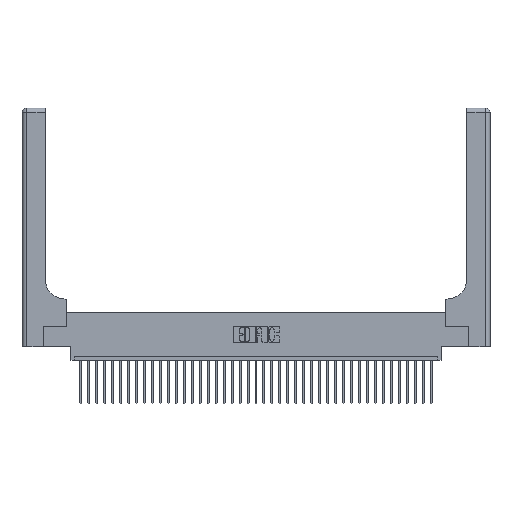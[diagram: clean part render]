
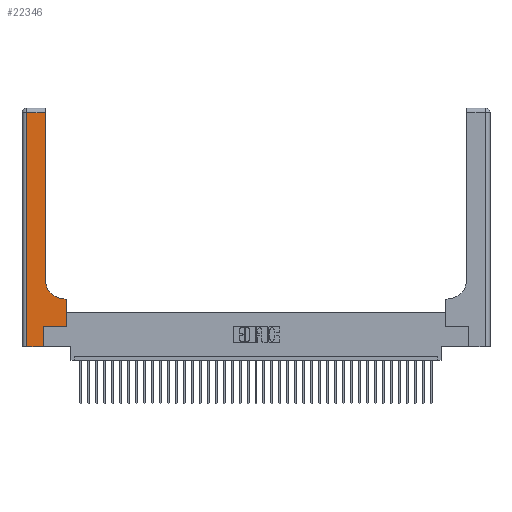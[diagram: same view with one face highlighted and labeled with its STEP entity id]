
A CAD part, top view. The second image highlights one B-rep face of the part: STEP entity #22346.
In plain terms, the highlighted planar face has unit normal (0, 0, 1).
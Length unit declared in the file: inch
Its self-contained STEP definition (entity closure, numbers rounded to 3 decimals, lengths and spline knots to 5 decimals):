
#282 = DIRECTION ( 'NONE',  ( 1., 0., 0. ) ) ;
#699 = CARTESIAN_POINT ( 'NONE',  ( 0., 0., 0.37 ) ) ;
#733 = CARTESIAN_POINT ( 'NONE',  ( 0.2915, 0.85, 0.37 ) ) ;
#883 = EDGE_CURVE ( 'NONE', #23754, #2108, #32607, .T. ) ;
#1639 = DIRECTION ( 'NONE',  ( 0., 1., 0. ) ) ;
#2108 = VERTEX_POINT ( 'NONE', #17920 ) ;
#2473 = PLANE ( 'NONE',  #21079 ) ;
#2980 = DIRECTION ( 'NONE',  ( 0., 1., 0. ) ) ;
#3229 = CARTESIAN_POINT ( 'NONE',  ( 0.2915, 2.94, 0.37 ) ) ;
#3844 = EDGE_CURVE ( 'NONE', #7188, #38254, #7482, .T. ) ;
#3911 = CARTESIAN_POINT ( 'NONE',  ( 0.269, 0., 0.37 ) ) ;
#4691 = EDGE_CURVE ( 'NONE', #16264, #29209, #29410, .T. ) ;
#4777 = EDGE_CURVE ( 'NONE', #38382, #6233, #22841, .T. ) ;
#5027 = EDGE_CURVE ( 'NONE', #6233, #10273, #14364, .T. ) ;
#5247 = VECTOR ( 'NONE', #2980, 39.37008 ) ;
#5557 = VECTOR ( 'NONE', #1639, 39.37008 ) ;
#6233 = VERTEX_POINT ( 'NONE', #9158 ) ;
#7188 = VERTEX_POINT ( 'NONE', #35557 ) ;
#7482 = LINE ( 'NONE', #26009, #18229 ) ;
#7748 = EDGE_LOOP ( 'NONE', ( #36679, #31809, #10915, #16686, #11671, #10728, #17913, #26960, #30911 ) ) ;
#7902 = LINE ( 'NONE', #33036, #5557 ) ;
#7928 = DIRECTION ( 'NONE',  ( 0., 0., -1. ) ) ;
#9158 = CARTESIAN_POINT ( 'NONE',  ( 0.06, 0., 0.37 ) ) ;
#9273 = DIRECTION ( 'NONE',  ( 1., 0., 0. ) ) ;
#10273 = VERTEX_POINT ( 'NONE', #3911 ) ;
#10548 = CARTESIAN_POINT ( 'NONE',  ( 0., 2.94, 0.37 ) ) ;
#10728 = ORIENTED_EDGE ( 'NONE', *, *, #883, .T. ) ;
#10915 = ORIENTED_EDGE ( 'NONE', *, *, #4777, .T. ) ;
#11671 = ORIENTED_EDGE ( 'NONE', *, *, #12161, .T. ) ;
#11752 = DIRECTION ( 'NONE',  ( 0., 0., -1. ) ) ;
#11989 = DIRECTION ( 'NONE',  ( 0., -1., 0. ) ) ;
#12161 = EDGE_CURVE ( 'NONE', #10273, #23754, #24573, .T. ) ;
#14364 = LINE ( 'NONE', #699, #32617 ) ;
#14757 = DIRECTION ( 'NONE',  ( -1., 0., 0. ) ) ;
#14955 = VECTOR ( 'NONE', #31483, 39.37008 ) ;
#16264 = VERTEX_POINT ( 'NONE', #733 ) ;
#16387 = LINE ( 'NONE', #10548, #14955 ) ;
#16669 = CARTESIAN_POINT ( 'NONE',  ( 0.2915, 3., 0.37 ) ) ;
#16686 = ORIENTED_EDGE ( 'NONE', *, *, #5027, .T. ) ;
#17913 = ORIENTED_EDGE ( 'NONE', *, *, #18025, .T. ) ;
#17920 = CARTESIAN_POINT ( 'NONE',  ( 0.5585, 0.25, 0.37 ) ) ;
#18025 = EDGE_CURVE ( 'NONE', #2108, #7188, #7902, .T. ) ;
#18229 = VECTOR ( 'NONE', #25637, 39.37008 ) ;
#21079 = AXIS2_PLACEMENT_3D ( 'NONE', #29712, #11752, #14757 ) ;
#21875 = VECTOR ( 'NONE', #28725, 39.37008 ) ;
#22346 = ADVANCED_FACE ( 'NONE', ( #25449 ), #2473, .F. ) ;
#22841 = LINE ( 'NONE', #30079, #36396 ) ;
#23754 = VERTEX_POINT ( 'NONE', #26580 ) ;
#23977 = CARTESIAN_POINT ( 'NONE',  ( 0.5415, 0.6, 0.37 ) ) ;
#24573 = LINE ( 'NONE', #26937, #5247 ) ;
#24674 = VECTOR ( 'NONE', #282, 39.37008 ) ;
#25449 = FACE_OUTER_BOUND ( 'NONE', #7748, .T. ) ;
#25637 = DIRECTION ( 'NONE',  ( -1., 0., 0. ) ) ;
#25846 = CARTESIAN_POINT ( 'NONE',  ( 0.5415, 0.85, 0.37 ) ) ;
#26009 = CARTESIAN_POINT ( 'NONE',  ( 0.2915, 0.6, 0.37 ) ) ;
#26580 = CARTESIAN_POINT ( 'NONE',  ( 0.269, 0.25, 0.37 ) ) ;
#26937 = CARTESIAN_POINT ( 'NONE',  ( 0.269, 0., 0.37 ) ) ;
#26960 = ORIENTED_EDGE ( 'NONE', *, *, #3844, .T. ) ;
#28322 = AXIS2_PLACEMENT_3D ( 'NONE', #25846, #7928, #28846 ) ;
#28725 = DIRECTION ( 'NONE',  ( 0., 1., 0. ) ) ;
#28846 = DIRECTION ( 'NONE',  ( 1., 0., 0. ) ) ;
#29209 = VERTEX_POINT ( 'NONE', #3229 ) ;
#29410 = LINE ( 'NONE', #16669, #21875 ) ;
#29584 = EDGE_CURVE ( 'NONE', #29209, #38382, #16387, .T. ) ;
#29712 = CARTESIAN_POINT ( 'NONE',  ( 0., 3., 0.37 ) ) ;
#30079 = CARTESIAN_POINT ( 'NONE',  ( 0.06, 3., 0.37 ) ) ;
#30188 = CARTESIAN_POINT ( 'NONE',  ( 0.269, 0.25, 0.37 ) ) ;
#30911 = ORIENTED_EDGE ( 'NONE', *, *, #31460, .T. ) ;
#31028 = CARTESIAN_POINT ( 'NONE',  ( 0.06, 2.94, 0.37 ) ) ;
#31460 = EDGE_CURVE ( 'NONE', #38254, #16264, #36350, .T. ) ;
#31483 = DIRECTION ( 'NONE',  ( -1., 0., 0. ) ) ;
#31809 = ORIENTED_EDGE ( 'NONE', *, *, #29584, .T. ) ;
#32607 = LINE ( 'NONE', #30188, #24674 ) ;
#32617 = VECTOR ( 'NONE', #9273, 39.37008 ) ;
#33036 = CARTESIAN_POINT ( 'NONE',  ( 0.5585, 0.25, 0.37 ) ) ;
#35557 = CARTESIAN_POINT ( 'NONE',  ( 0.5585, 0.6, 0.37 ) ) ;
#36350 = CIRCLE ( 'NONE', #28322, 0.25 ) ;
#36396 = VECTOR ( 'NONE', #11989, 39.37008 ) ;
#36679 = ORIENTED_EDGE ( 'NONE', *, *, #4691, .T. ) ;
#38254 = VERTEX_POINT ( 'NONE', #23977 ) ;
#38382 = VERTEX_POINT ( 'NONE', #31028 ) ;
